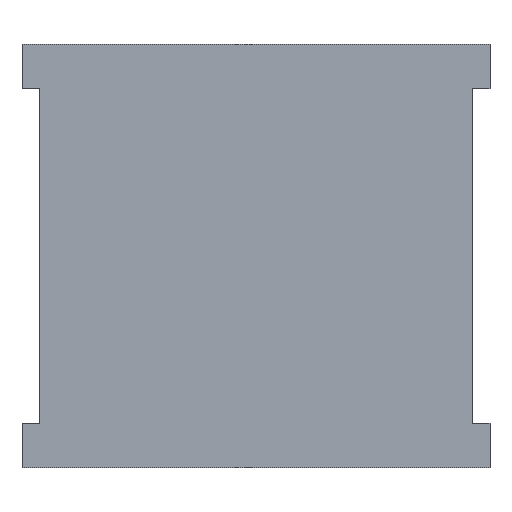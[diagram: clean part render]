
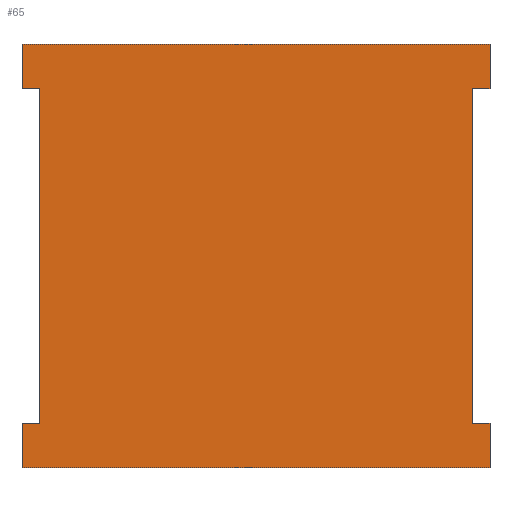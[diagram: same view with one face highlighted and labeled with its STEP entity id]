
A CAD part, front view. The second image highlights one B-rep face of the part: STEP entity #65.
In plain terms, the highlighted planar face has unit normal (0, -1, 0).
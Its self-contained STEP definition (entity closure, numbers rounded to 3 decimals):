
#65=ADVANCED_FACE('NONE',(#165),#166,.T.);
#165=FACE_OUTER_BOUND('',#324,.T.);
#166=PLANE('',#325);
#324=EDGE_LOOP('',(#1338,#1339,#1340,#1341,#1342,#1343,#1344,#1345,#1346,#1347,#1348,#1349));
#325=AXIS2_PLACEMENT_3D('',#1350,#1351,#1352);
#1338=ORIENTED_EDGE('',*,*,#1831,.T.);
#1339=ORIENTED_EDGE('',*,*,#1832,.T.);
#1340=ORIENTED_EDGE('',*,*,#1833,.T.);
#1341=ORIENTED_EDGE('',*,*,#1834,.F.);
#1342=ORIENTED_EDGE('',*,*,#1779,.F.);
#1343=ORIENTED_EDGE('',*,*,#1786,.F.);
#1344=ORIENTED_EDGE('',*,*,#1775,.F.);
#1345=ORIENTED_EDGE('',*,*,#1788,.F.);
#1346=ORIENTED_EDGE('',*,*,#1783,.F.);
#1347=ORIENTED_EDGE('',*,*,#1835,.T.);
#1348=ORIENTED_EDGE('',*,*,#1836,.T.);
#1349=ORIENTED_EDGE('',*,*,#1837,.T.);
#1350=CARTESIAN_POINT('',(0.0,-10.5,9.5));
#1351=DIRECTION('',(0.0,-1.0,0.0));
#1352=DIRECTION('',(0.0,0.0,-1.0));
#1775=EDGE_CURVE('NONE',#2005,#2007,#2008,.T.);
#1779=EDGE_CURVE('NONE',#2013,#2015,#2016,.T.);
#1783=EDGE_CURVE('NONE',#2021,#2023,#2024,.T.);
#1786=EDGE_CURVE('NONE',#2007,#2013,#2027,.T.);
#1788=EDGE_CURVE('NONE',#2023,#2005,#2029,.T.);
#1831=EDGE_CURVE('NONE',#2111,#2112,#2113,.T.);
#1832=EDGE_CURVE('NONE',#2112,#2114,#2115,.T.);
#1833=EDGE_CURVE('NONE',#2114,#2116,#2117,.T.);
#1834=EDGE_CURVE('NONE',#2015,#2116,#2118,.T.);
#1835=EDGE_CURVE('NONE',#2021,#2119,#2120,.T.);
#1836=EDGE_CURVE('NONE',#2119,#2121,#2122,.T.);
#1837=EDGE_CURVE('NONE',#2121,#2111,#2123,.T.);
#2005=VERTEX_POINT('NONE',#2365);
#2007=VERTEX_POINT('NONE',#2368);
#2008=LINE('',#2369,#2370);
#2013=VERTEX_POINT('NONE',#2377);
#2015=VERTEX_POINT('NONE',#2380);
#2016=LINE('',#2381,#2382);
#2021=VERTEX_POINT('NONE',#2389);
#2023=VERTEX_POINT('NONE',#2392);
#2024=LINE('',#2393,#2394);
#2027=LINE('',#2399,#2400);
#2029=LINE('',#2403,#2404);
#2111=VERTEX_POINT('NONE',#2733);
#2112=VERTEX_POINT('NONE',#2734);
#2113=LINE('',#2735,#2736);
#2114=VERTEX_POINT('NONE',#2737);
#2115=LINE('',#2738,#2739);
#2116=VERTEX_POINT('NONE',#2740);
#2117=LINE('',#2741,#2742);
#2118=LINE('',#2743,#2744);
#2119=VERTEX_POINT('NONE',#2745);
#2120=LINE('',#2746,#2747);
#2121=VERTEX_POINT('NONE',#2748);
#2122=LINE('',#2749,#2750);
#2123=LINE('',#2751,#2752);
#2365=CARTESIAN_POINT('',(20.2,-10.5,7.5));
#2368=CARTESIAN_POINT('',(20.2,-10.5,-7.5));
#2369=CARTESIAN_POINT('',(20.2,-10.5,1.75));
#2370=VECTOR('',#3517,1000.0);
#2377=CARTESIAN_POINT('',(21.0,-10.5,-7.5));
#2380=CARTESIAN_POINT('',(21.0,-10.5,-9.5));
#2381=CARTESIAN_POINT('',(21.0,-10.5,9.5));
#2382=VECTOR('',#3521,1000.0);
#2389=CARTESIAN_POINT('',(21.0,-10.5,9.5));
#2392=CARTESIAN_POINT('',(21.0,-10.5,7.5));
#2393=CARTESIAN_POINT('',(21.0,-10.5,9.5));
#2394=VECTOR('',#3525,1000.0);
#2399=CARTESIAN_POINT('',(21.0,-10.5,-7.5));
#2400=VECTOR('',#3528,1000.0);
#2403=CARTESIAN_POINT('',(19.7,-10.5,7.5));
#2404=VECTOR('',#3530,1000.0);
#2733=CARTESIAN_POINT('',(0.8,-10.5,7.5));
#2734=CARTESIAN_POINT('',(0.8,-10.5,-7.5));
#2735=CARTESIAN_POINT('',(0.8,-10.5,1.75));
#2736=VECTOR('',#3562,1000.0);
#2737=CARTESIAN_POINT('',(0.,-10.5,-7.5));
#2738=CARTESIAN_POINT('',(0.,-10.5,-7.5));
#2739=VECTOR('',#3563,1000.0);
#2740=CARTESIAN_POINT('',(0.0,-10.5,-9.5));
#2741=CARTESIAN_POINT('',(0.0,-10.5,9.5));
#2742=VECTOR('',#3564,1000.0);
#2743=CARTESIAN_POINT('',(0.0,-10.5,-9.5));
#2744=VECTOR('',#3565,1000.0);
#2745=CARTESIAN_POINT('',(0.0,-10.5,9.5));
#2746=CARTESIAN_POINT('',(0.0,-10.5,9.5));
#2747=VECTOR('',#3566,1000.0);
#2748=CARTESIAN_POINT('',(0.,-10.5,7.5));
#2749=CARTESIAN_POINT('',(0.0,-10.5,9.5));
#2750=VECTOR('',#3567,1000.0);
#2751=CARTESIAN_POINT('',(1.3,-10.5,7.5));
#2752=VECTOR('',#3568,1000.0);
#3517=DIRECTION('',(0.,0.,-1.0));
#3521=DIRECTION('',(-0.0,-0.0,-1.0));
#3525=DIRECTION('',(-0.0,-0.0,-1.0));
#3528=DIRECTION('',(1.0,0.,0.));
#3530=DIRECTION('',(-1.0,0.,0.));
#3562=DIRECTION('',(0.,0.0,-1.0));
#3563=DIRECTION('',(-1.0,0.0,0.));
#3564=DIRECTION('',(-0.0,-0.0,-1.0));
#3565=DIRECTION('',(-1.0,0.0,-0.0));
#3566=DIRECTION('',(-1.0,0.0,-0.0));
#3567=DIRECTION('',(-0.0,-0.0,-1.0));
#3568=DIRECTION('',(1.0,0.0,0.));
